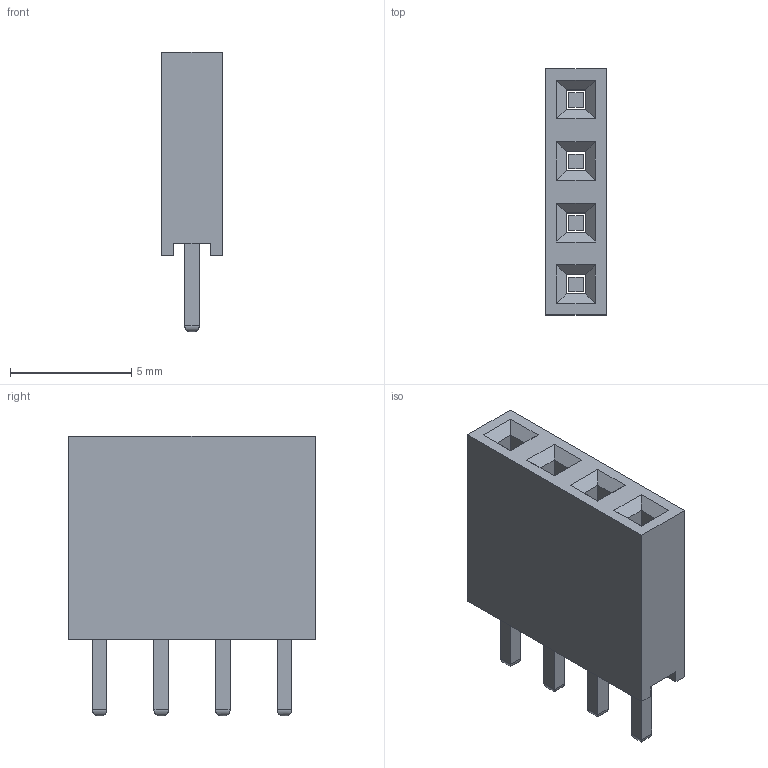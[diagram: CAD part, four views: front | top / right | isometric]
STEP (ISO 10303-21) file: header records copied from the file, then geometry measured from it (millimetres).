
FILE_DESCRIPTION (( 'STEP AP214' ), '1' );
FILE_NAME ('154A1323-B3D2-4015-A67B-1B0742B92D68.STEP', '2024-11-04T21:05:20', ( '' ), ( '' ), 'SwSTEP 2.0', 'SolidWorks 2022', '' );
FILE_SCHEMA (( 'AUTOMOTIVE_DESIGN' ));
Length unit declared in the file: millimetre
Products named in the file (1): 154A1323-B3D2-4015-A67B-1B0742B92D68
Bounding box: 2.5 x 10.16 x 11.55 mm (x, y, z)
Volume: 190.1 mm3; surface area: 408.3 mm2
Topology: 5 solids, 5 shells, 82 faces, 184 edges, 112 vertices
Faces by surface type: plane 66, cylinder 16
Entity records: 2278 total; most frequent: CARTESIAN_POINT 427, ORIENTED_EDGE 368, DIRECTION 334, EDGE_CURVE 184, VECTOR 168, LINE 168, VERTEX_POINT 112, EDGE_LOOP 90
